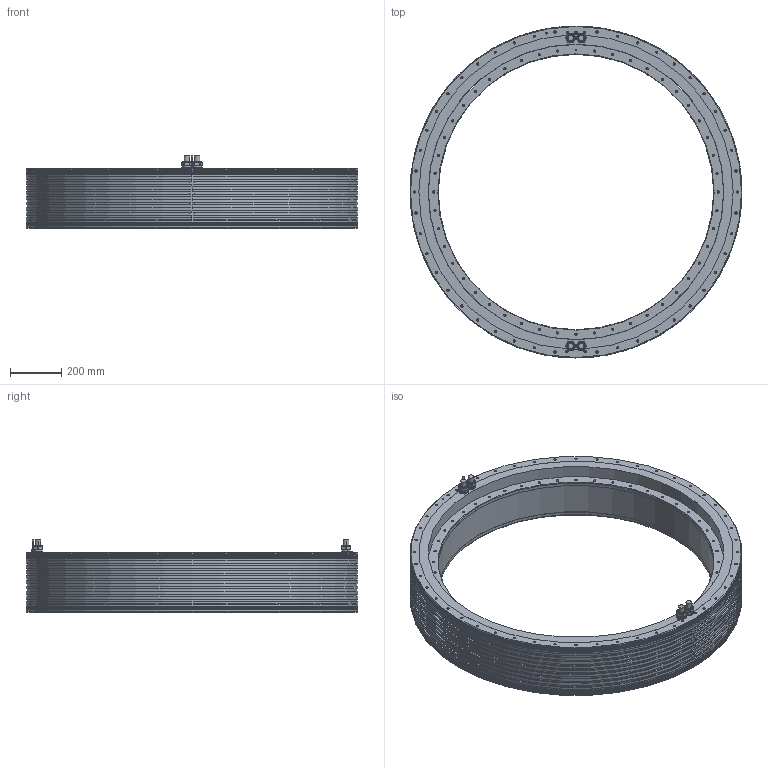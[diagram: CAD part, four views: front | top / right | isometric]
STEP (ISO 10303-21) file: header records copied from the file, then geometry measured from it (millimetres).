
FILE_DESCRIPTION((''),'2;1');
FILE_NAME('PRT0001','2016-06-01T',('ch5533'),(''),'PRO/ENGINEER BY PARAMETRIC TECHNOLOGY CORPORATION, 2014000','PRO/ENGINEER BY PARAMETRIC TECHNOLOGY CORPORATION, 2014000','');
FILE_SCHEMA(('CONFIG_CONTROL_DESIGN'));
Length unit declared in the file: millimetre
Products named in the file (1): PRT0001
Bounding box: 1290 x 1290 x 279.8 mm (x, y, z)
Volume: 80932842.4 mm3; surface area: 4432812.7 mm2
Topology: 6 solids, 29 shells, 1559 faces, 3836 edges, 2168 vertices
Faces by surface type: cylinder 693, cone 490, plane 222, torus 130, revolution 16, sphere 8
Entity records: 55779 total; most frequent: CARTESIAN_POINT 9262, DIRECTION 8362, ORIENTED_EDGE 6888, AXIS2_PLACEMENT_3D 3463, EDGE_CURVE 3444, VERTEX_POINT 2168, CIRCLE 1920, EDGE_LOOP 1834
